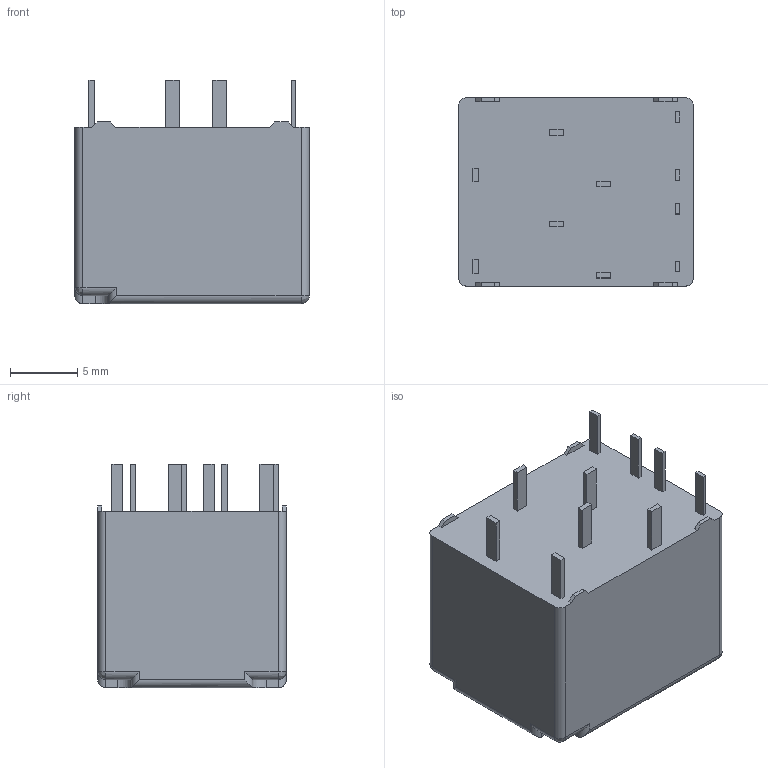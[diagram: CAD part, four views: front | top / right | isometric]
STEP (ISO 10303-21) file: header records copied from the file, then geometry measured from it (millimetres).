
FILE_DESCRIPTION (( 'STEP AP214' ), '1' );
FILE_NAME ('ACT512.STEP', '2024-03-31T15:24:42', ( '' ), ( '' ), 'SwSTEP 2.0', 'SolidWorks 2016', '' );
FILE_SCHEMA (( 'AUTOMOTIVE_DESIGN' ));
Length unit declared in the file: millimetre
Products named in the file (1): ACT512
Bounding box: 17.4 x 14 x 16.6 mm (x, y, z)
Volume: 3187.5 mm3; surface area: 1380.1 mm2
Topology: 11 solids, 11 shells, 110 faces, 248 edges, 156 vertices
Faces by surface type: plane 88, cylinder 18, bspline 4
Entity records: 3136 total; most frequent: CARTESIAN_POINT 595, ORIENTED_EDGE 488, DIRECTION 470, EDGE_CURVE 244, VECTOR 216, LINE 216, VERTEX_POINT 156, AXIS2_PLACEMENT_3D 127
